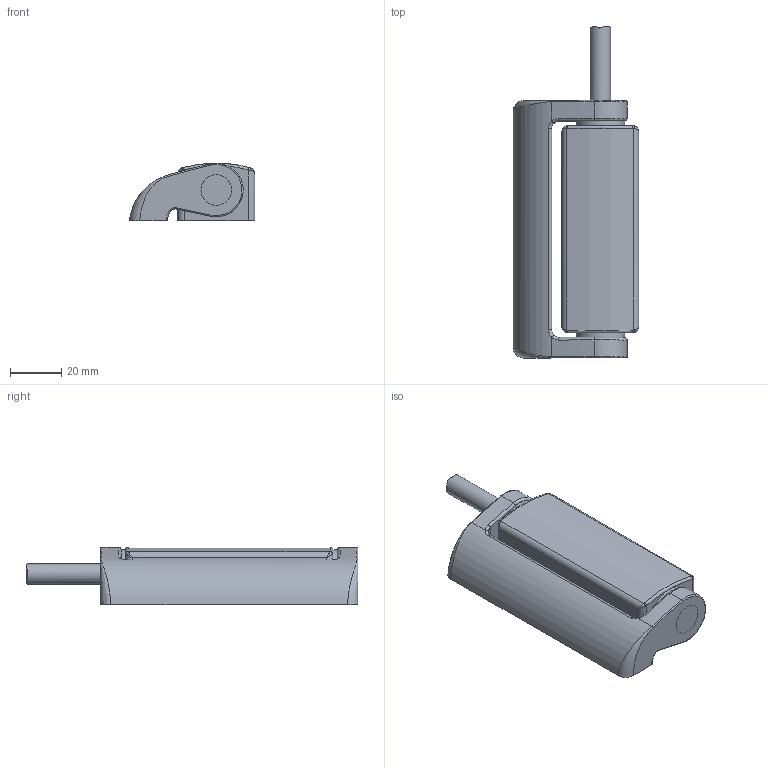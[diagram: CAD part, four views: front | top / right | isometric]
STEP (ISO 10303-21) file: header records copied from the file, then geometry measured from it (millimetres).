
FILE_DESCRIPTION(/* description */ ('STEP AP214'),/* implementation_level */ '2;1');
FILE_NAME(/* name */ 'ISA-52C-2-S-E.stp',/* time_stamp */ '2022-06-21T15:18:56+02:00',/* author */ ('stefan.nesic'),/* organization */ ('Microsoft'),/* preprocessor_version */ 'ST-DEVELOPER v18.1',/* originating_system */ 'Autodesk Inventor 2021',/* authorisation */ '');
FILE_SCHEMA (('AUTOMOTIVE_DESIGN { 1 0 10303 214 3 1 1 }'));
Length unit declared in the file: millimetre
Products named in the file (4): ISA-52C-2-S-E; Pizzato_Parte_Fissa_Hx_AA_Hx_AA_xxx-x(SA)x; Pizzato_Parte_Mobile_Hx_AA_Parte_mobile; Cavo Ø8
Assembly tree (3 placements, depth 2):
  ISA-52C-2-S-E
    Pizzato_Parte_Fissa_Hx_AA_Hx_AA_xxx-x(SA)x
    Pizzato_Parte_Mobile_Hx_AA_Parte_mobile
    Cavo Ø8
Bounding box: 49 x 129.72 x 22.48 mm (x, y, z)
Volume: 81389.6 mm3; surface area: 20565.6 mm2
Topology: 3 solids, 3 shells, 105 faces, 243 edges, 140 vertices
Faces by surface type: cylinder 41, bspline 21, plane 18, torus 18, cone 7
Full cylindrical faces by diameter (mm): 4.2 x7, 8 x1, 12 x4, 19 x2
Entity records: 4793 total; most frequent: CARTESIAN_POINT 2379, DIRECTION 489, ORIENTED_EDGE 460, EDGE_CURVE 230, AXIS2_PLACEMENT_3D 208, VERTEX_POINT 140, EDGE_LOOP 118, CIRCLE 115
